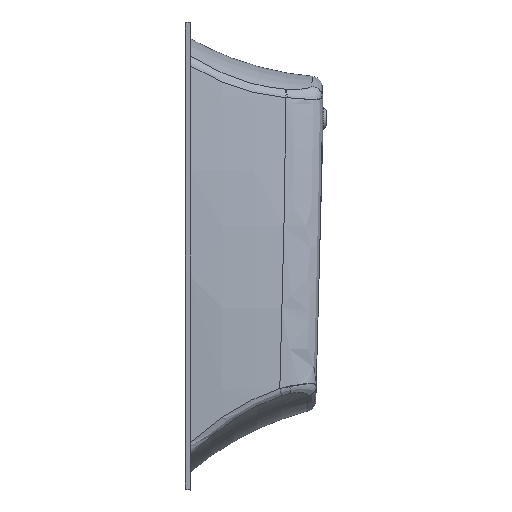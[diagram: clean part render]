
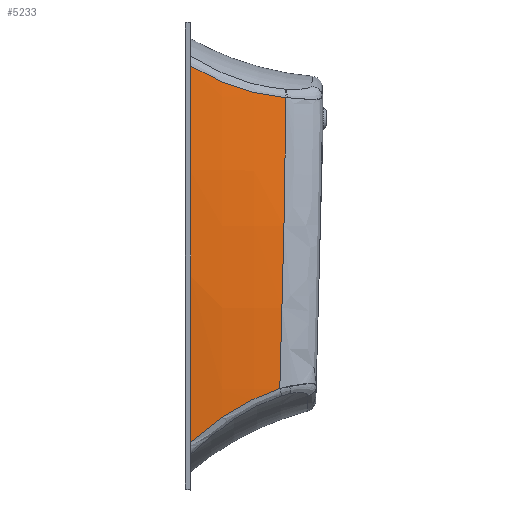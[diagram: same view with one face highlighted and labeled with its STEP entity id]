
A CAD part, left-side view. The second image highlights one B-rep face of the part: STEP entity #5233.
In plain terms, the highlighted toroidal (fillet/blend) face has major radius 4005.57 mm and minor radius 2500 mm.
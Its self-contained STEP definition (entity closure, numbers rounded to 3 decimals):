
#210=CARTESIAN_POINT('',(-259.948,-343.469,
-481.514));
#212=CARTESIAN_POINT('',(-247.507,-365.647,575.145));
#301=CARTESIAN_POINT('',(-288.484,-15.483,
-677.708));
#302=CARTESIAN_POINT('',(-336.067,-16.798,
-222.975));
#303=CARTESIAN_POINT('',(-335.551,-17.105,236.936));
#304=CARTESIAN_POINT('',(-286.949,-16.399,691.561));
#306=CARTESIAN_POINT('',(-247.507,-365.647,575.145));
#307=CARTESIAN_POINT('',(-247.814,-365.676,571.653));
#308=CARTESIAN_POINT('',(-248.421,-365.731,564.67));
#309=CARTESIAN_POINT('',(-249.618,-365.815,550.713));
#310=CARTESIAN_POINT('',(-250.985,-365.873,534.418));
#311=CARTESIAN_POINT('',(-252.503,-365.885,515.78));
#312=CARTESIAN_POINT('',(-254.358,-365.835,492.408));
#313=CARTESIAN_POINT('',(-256.605,-365.648,462.897));
#314=CARTESIAN_POINT('',(-259.214,-365.257,426.43));
#315=CARTESIAN_POINT('',(-261.807,-364.669,387.552));
#316=CARTESIAN_POINT('',(-264.426,-363.909,344.604));
#317=CARTESIAN_POINT('',(-267.072,-362.921,296.041));
#318=CARTESIAN_POINT('',(-269.666,-361.697,240.641));
#319=CARTESIAN_POINT('',(-272.046,-360.235,177.791));
#320=CARTESIAN_POINT('',(-273.997,-358.533,107.401));
#321=CARTESIAN_POINT('',(-275.264,-356.608,29.718));
#322=CARTESIAN_POINT('',(-275.584,-354.478,
-54.77));
#323=CARTESIAN_POINT('',(-274.698,-352.174,
-145.148));
#324=CARTESIAN_POINT('',(-272.393,-349.727,
-240.315));
#325=CARTESIAN_POINT('',(-268.487,-347.159,
-339.621));
#326=CARTESIAN_POINT('',(-264.037,-345.06,
-420.426));
#327=CARTESIAN_POINT('',(-260.873,-343.816,
-468.18));
#328=CARTESIAN_POINT('',(-259.948,-343.469,
-481.514));
#865=CARTESIAN_POINT('',(-288.192,-15.475,
-680.495));
#866=CARTESIAN_POINT('',(-288.224,-15.477,
-680.186));
#867=CARTESIAN_POINT('',(-288.289,-15.48,
-679.566));
#868=CARTESIAN_POINT('',(-288.387,-15.478,
-678.637));
#869=CARTESIAN_POINT('',(-288.451,-15.481,
-678.018));
#870=CARTESIAN_POINT('',(-288.484,-15.483,
-677.708));
#889=CARTESIAN_POINT('',(-288.192,-15.475,
-680.495));
#896=CARTESIAN_POINT('',(-259.948,-343.469,
-481.514));
#897=CARTESIAN_POINT('',(-260.964,-337.99,
-483.242));
#898=CARTESIAN_POINT('',(-262.954,-326.984,
-486.871));
#899=CARTESIAN_POINT('',(-265.805,-310.337,
-492.848));
#900=CARTESIAN_POINT('',(-268.52,-293.53,
-499.378));
#901=CARTESIAN_POINT('',(-271.095,-276.555,
-506.482));
#902=CARTESIAN_POINT('',(-273.526,-259.398,
-514.181));
#903=CARTESIAN_POINT('',(-275.809,-242.032,
-522.503));
#904=CARTESIAN_POINT('',(-277.94,-224.43,
-531.483));
#905=CARTESIAN_POINT('',(-279.911,-206.57,-541.152));
#906=CARTESIAN_POINT('',(-281.712,-188.449,
-551.537));
#907=CARTESIAN_POINT('',(-283.332,-170.064,
-562.666));
#908=CARTESIAN_POINT('',(-284.76,-151.419,
-574.561));
#909=CARTESIAN_POINT('',(-285.982,-132.526,
-587.244));
#910=CARTESIAN_POINT('',(-286.984,-113.405,
-600.729));
#911=CARTESIAN_POINT('',(-287.753,-94.08,
-615.028));
#912=CARTESIAN_POINT('',(-288.276,-74.581,
-630.146));
#913=CARTESIAN_POINT('',(-288.539,-54.95,
-646.082));
#914=CARTESIAN_POINT('',(-288.53,-35.229,
-662.829));
#915=CARTESIAN_POINT('',(-288.337,-22.063,
-674.516));
#916=CARTESIAN_POINT('',(-288.192,-15.475,
-680.495));
#3282=CARTESIAN_POINT('',(-286.949,-16.399,
691.561));
#3283=CARTESIAN_POINT('',(-286.885,-22.793,
687.739));
#3284=CARTESIAN_POINT('',(-286.681,-35.534,
680.319));
#3285=CARTESIAN_POINT('',(-286.154,-54.494,
669.844));
#3286=CARTESIAN_POINT('',(-285.413,-73.298,
660.01));
#3287=CARTESIAN_POINT('',(-284.468,-91.944,
650.798));
#3288=CARTESIAN_POINT('',(-283.325,-110.438,
642.191));
#3289=CARTESIAN_POINT('',(-281.99,-128.788,
634.167));
#3290=CARTESIAN_POINT('',(-280.47,-147.011,
626.705));
#3291=CARTESIAN_POINT('',(-278.767,-165.126,
619.786));
#3292=CARTESIAN_POINT('',(-276.884,-183.157,
613.388));
#3293=CARTESIAN_POINT('',(-274.823,-201.129,
607.493));
#3294=CARTESIAN_POINT('',(-272.582,-219.07,
602.086));
#3295=CARTESIAN_POINT('',(-270.158,-237.01,
597.151));
#3296=CARTESIAN_POINT('',(-267.55,-254.983,
592.676));
#3297=CARTESIAN_POINT('',(-264.75,-273.021,
588.651));
#3298=CARTESIAN_POINT('',(-261.752,-291.16,
585.067));
#3299=CARTESIAN_POINT('',(-258.547,-309.439,
581.92));
#3300=CARTESIAN_POINT('',(-255.122,-327.906,
579.205));
#3301=CARTESIAN_POINT('',(-251.463,-346.604,
576.921));
#3302=CARTESIAN_POINT('',(-248.855,-359.269,
575.687));
#3303=CARTESIAN_POINT('',(-247.507,-365.647,
575.145));
#4518=VERTEX_POINT('',#210);
#4523=VERTEX_POINT('',#212);
#4611=VERTEX_POINT('',#889);
#4665=VERTEX_POINT('',#3282);
#4666=VERTEX_POINT('',#301);
#5217=CARTESIAN_POINT('',(6175.,166.828,0.));
#5218=DIRECTION('',(0.,1.,0.));
#5219=DIRECTION('',(0.94,0.,0.342));
#5220=AXIS2_PLACEMENT_3D('',#5217,#5218,#5219);
#5221=TOROIDAL_SURFACE('',#5220,4005.573,2500.);
#5223=ORIENTED_EDGE('',*,*,#5222,.T.);
#5225=ORIENTED_EDGE('',*,*,#5224,.T.);
#5226=ORIENTED_EDGE('',*,*,#5203,.T.);
#5228=ORIENTED_EDGE('',*,*,#5227,.T.);
#5230=ORIENTED_EDGE('',*,*,#5229,.T.);
#5231=EDGE_LOOP('',(#5223,#5225,#5226,#5228,#5230));
#5232=FACE_OUTER_BOUND('',#5231,.F.);
#5233=ADVANCED_FACE('',(#5232),#5221,.T.);
#305=B_SPLINE_CURVE_WITH_KNOTS('',3,(#301,#302,#303,#304),.UNSPECIFIED.,.F.,.F.,
(4,4),(0.,1.),.UNSPECIFIED.);
#329=B_SPLINE_CURVE_WITH_KNOTS('',3,(#306,#307,#308,#309,#310,#311,#312,#313,
#314,#315,#316,#317,#318,#319,#320,#321,#322,#323,#324,#325,#326,#327,#328),
.UNSPECIFIED.,.F.,.F.,(4,1,1,1,1,1,1,1,1,1,1,1,1,1,1,1,1,1,1,1,4),(0.,
0.01,0.02,0.04,0.057,
0.074,0.107,0.142,0.178,
0.218,0.264,0.316,0.376,
0.442,0.516,0.595,0.681,
0.771,0.865,0.962,1.),.UNSPECIFIED.);
#871=B_SPLINE_CURVE_WITH_KNOTS('',3,(#865,#866,#867,#868,#869,#870),
.UNSPECIFIED.,.F.,.F.,(4,1,1,4),(0.,0.333,0.667,1.),
.UNSPECIFIED.);
#917=B_SPLINE_CURVE_WITH_KNOTS('',3,(#896,#897,#898,#899,#900,#901,#902,#903,
#904,#905,#906,#907,#908,#909,#910,#911,#912,#913,#914,#915,#916),.UNSPECIFIED.,
.F.,.F.,(4,1,1,1,1,1,1,1,1,1,1,1,1,1,1,1,1,1,4),(0.,0.056,
0.111,0.167,0.222,0.278,
0.333,0.389,0.444,0.5,0.556,
0.611,0.667,0.722,0.778,
0.833,0.889,0.944,1.),.UNSPECIFIED.);
#3304=B_SPLINE_CURVE_WITH_KNOTS('',3,(#3282,#3283,#3284,#3285,#3286,#3287,#3288,
#3289,#3290,#3291,#3292,#3293,#3294,#3295,#3296,#3297,#3298,#3299,#3300,#3301,
#3302,#3303),.UNSPECIFIED.,.F.,.F.,(4,1,1,1,1,1,1,1,1,1,1,1,1,1,1,1,1,1,1,4),(
0.,0.053,0.105,0.158,0.211,
0.263,0.316,0.368,0.421,
0.474,0.526,0.579,0.632,
0.684,0.737,0.789,0.842,
0.895,0.947,1.),.UNSPECIFIED.);
#5203=EDGE_CURVE('',#4523,#4518,#329,.T.);
#5222=EDGE_CURVE('',#4666,#4665,#305,.T.);
#5224=EDGE_CURVE('',#4665,#4523,#3304,.T.);
#5227=EDGE_CURVE('',#4518,#4611,#917,.T.);
#5229=EDGE_CURVE('',#4611,#4666,#871,.T.);
